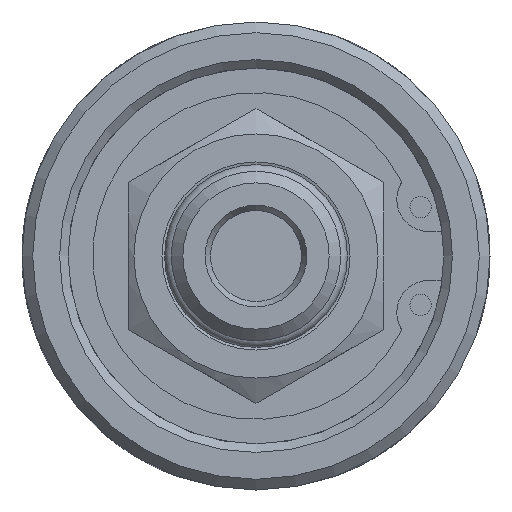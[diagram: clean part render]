
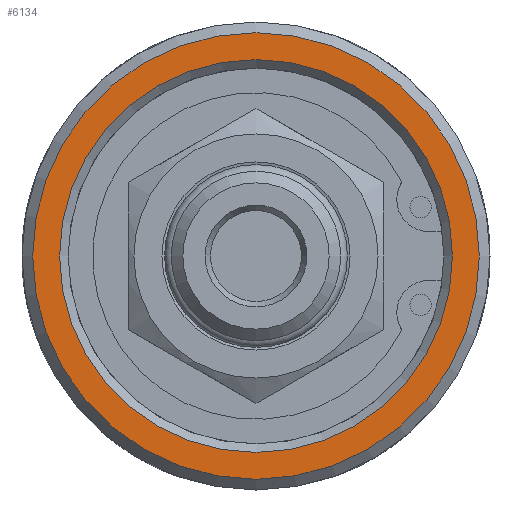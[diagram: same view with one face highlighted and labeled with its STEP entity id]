
A CAD part, left-side view. The second image highlights one B-rep face of the part: STEP entity #6134.
In plain terms, the highlighted planar face has unit normal (-1, 0, 0).
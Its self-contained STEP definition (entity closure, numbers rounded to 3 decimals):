
#639=FACE_BOUND('',#1892,.T.);
#1408=PLANE('',#6546);
#1525=FACE_OUTER_BOUND('',#1891,.T.);
#1891=EDGE_LOOP('',(#4177));
#1892=EDGE_LOOP('',(#4178));
#2312=CIRCLE('',#6536,20.85);
#2319=CIRCLE('',#6547,18.34);
#2546=VERTEX_POINT('',#8406);
#2552=VERTEX_POINT('',#8426);
#3195=EDGE_CURVE('',#2546,#2546,#2312,.T.);
#3204=EDGE_CURVE('',#2552,#2552,#2319,.T.);
#4177=ORIENTED_EDGE('',*,*,#3195,.F.);
#4178=ORIENTED_EDGE('',*,*,#3204,.F.);
#6134=ADVANCED_FACE('',(#1525,#639),#1408,.T.);
#6536=AXIS2_PLACEMENT_3D('',#8408,#7029,#7030);
#6546=AXIS2_PLACEMENT_3D('',#8425,#7051,#7052);
#6547=AXIS2_PLACEMENT_3D('',#8427,#7053,#7054);
#7029=DIRECTION('center_axis',(1.,0.,0.));
#7030=DIRECTION('ref_axis',(0.,-1.,0.));
#7051=DIRECTION('center_axis',(-1.,0.,0.));
#7052=DIRECTION('ref_axis',(0.,0.,1.));
#7053=DIRECTION('center_axis',(-1.,0.,0.));
#7054=DIRECTION('ref_axis',(0.,-1.,0.));
#8406=CARTESIAN_POINT('',(0.,20.85,0.));
#8408=CARTESIAN_POINT('Origin',(0.,0.,0.));
#8425=CARTESIAN_POINT('Origin',(0.,10.925,0.));
#8426=CARTESIAN_POINT('',(0.,18.34,0.));
#8427=CARTESIAN_POINT('Origin',(0.,0.,0.));
